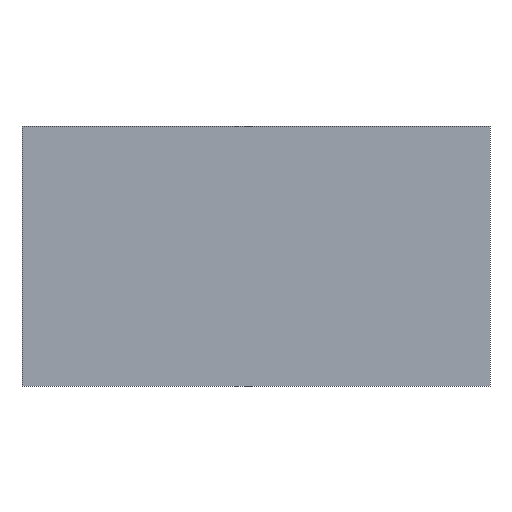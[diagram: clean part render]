
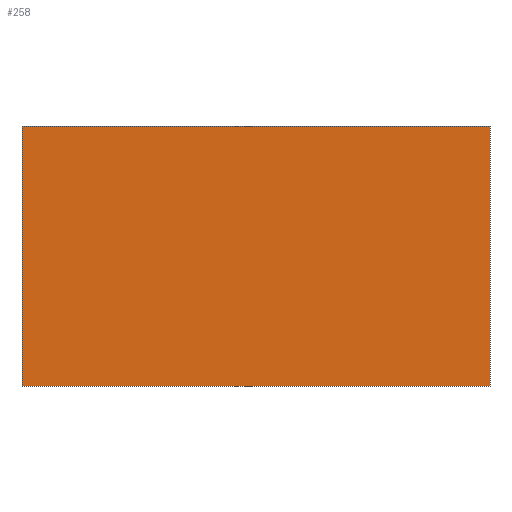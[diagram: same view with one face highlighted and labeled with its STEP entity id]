
A CAD part, front view. The second image highlights one B-rep face of the part: STEP entity #258.
In plain terms, the highlighted planar face has unit normal (0, -1, 0).
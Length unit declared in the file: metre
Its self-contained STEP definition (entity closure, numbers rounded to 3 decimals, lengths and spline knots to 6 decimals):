
#36=ORIENTED_EDGE('',*,*,#92,.F.);
#37=ORIENTED_EDGE('',*,*,#93,.F.);
#38=ORIENTED_EDGE('',*,*,#94,.T.);
#39=ORIENTED_EDGE('',*,*,#95,.T.);
#92=EDGE_CURVE('',#120,#121,#144,.T.);
#93=EDGE_CURVE('',#122,#120,#145,.T.);
#94=EDGE_CURVE('',#122,#123,#146,.T.);
#95=EDGE_CURVE('',#123,#121,#147,.T.);
#120=VERTEX_POINT('',#424);
#121=VERTEX_POINT('',#425);
#122=VERTEX_POINT('',#427);
#123=VERTEX_POINT('',#429);
#144=LINE('',#423,#156);
#145=LINE('',#426,#157);
#146=LINE('',#428,#158);
#147=LINE('',#430,#159);
#156=VECTOR('',#335,1.);
#157=VECTOR('',#336,1.);
#158=VECTOR('',#337,1.);
#159=VECTOR('',#338,1.);
#168=EDGE_LOOP('',(#36,#37,#38,#39));
#206=FACE_BOUND('',#168,.T.);
#244=PLANE('',#293);
#258=ADVANCED_FACE('',(#206),#244,.T.);
#293=AXIS2_PLACEMENT_3D('',#422,#333,#334);
#333=DIRECTION('',(0.,-1.,0.));
#334=DIRECTION('',(1.,0.,0.));
#335=DIRECTION('',(-1.,0.,0.));
#336=DIRECTION('',(0.,0.,-1.));
#337=DIRECTION('',(-1.,0.,0.));
#338=DIRECTION('',(0.,0.,-1.));
#422=CARTESIAN_POINT('',(0.,-0.005,0.025));
#423=CARTESIAN_POINT('',(0.,-0.005,0.));
#424=CARTESIAN_POINT('',(0.0225,-0.005,0.));
#425=CARTESIAN_POINT('',(-0.0225,-0.005,0.));
#426=CARTESIAN_POINT('',(0.0225,-0.005,0.025));
#427=CARTESIAN_POINT('',(0.0225,-0.005,0.025));
#428=CARTESIAN_POINT('',(0.,-0.005,0.025));
#429=CARTESIAN_POINT('',(-0.0225,-0.005,0.025));
#430=CARTESIAN_POINT('',(-0.0225,-0.005,0.025));
